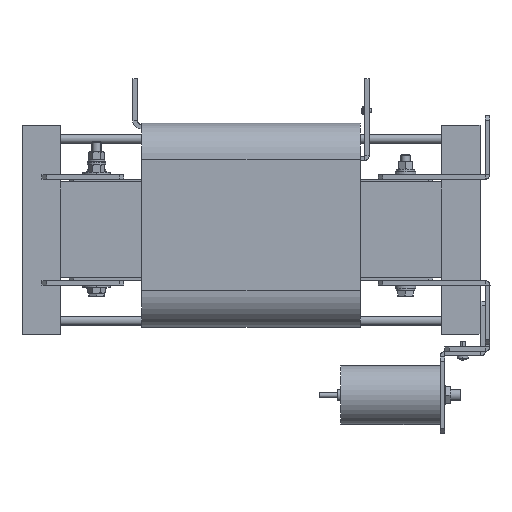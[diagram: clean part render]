
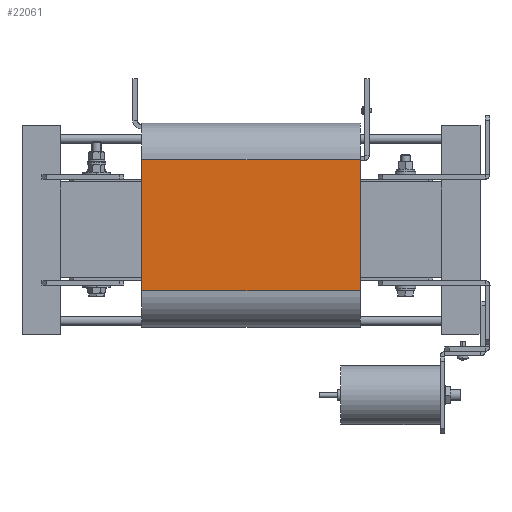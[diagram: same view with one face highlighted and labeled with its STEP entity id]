
A CAD part, left-side view. The second image highlights one B-rep face of the part: STEP entity #22061.
In plain terms, the highlighted planar face has unit normal (-1, 0, 0).
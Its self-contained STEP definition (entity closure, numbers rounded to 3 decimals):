
#3305 = VERTEX_POINT ( 'NONE', #11755 ) ;
#3308 = VERTEX_POINT ( 'NONE', #11752 ) ;
#3311 = VERTEX_POINT ( 'NONE', #11750 ) ;
#4436 = PLANE ( 'NONE',  #17499 ) ;
#4437 = CARTESIAN_POINT ( 'NONE',  ( -78.75, 120., 117.25 ) ) ;
#4442 = DIRECTION ( 'NONE',  ( 1., 0., 0. ) ) ;
#4443 = DIRECTION ( 'NONE',  ( 0., 0., -1. ) ) ;
#4868 = FACE_OUTER_BOUND ( 'NONE', #13093, .T. ) ;
#5379 = LINE ( 'NONE', #6734, #5381 ) ;
#5381 = VECTOR ( 'NONE', #6729, 1000. ) ;
#5415 = LINE ( 'NONE', #6790, #5417 ) ;
#5417 = VECTOR ( 'NONE', #6786, 1000. ) ;
#5459 = LINE ( 'NONE', #6895, #5462 ) ;
#5461 = LINE ( 'NONE', #6897, #5464 ) ;
#5462 = VECTOR ( 'NONE', #6896, 1000. ) ;
#5464 = VECTOR ( 'NONE', #6898, 1000. ) ;
#6729 = DIRECTION ( 'NONE',  ( 0., 0., 1. ) ) ;
#6734 = CARTESIAN_POINT ( 'NONE',  ( -78.75, -120., 117.25 ) ) ;
#6786 = DIRECTION ( 'NONE',  ( 0., 0., 1. ) ) ;
#6790 = CARTESIAN_POINT ( 'NONE',  ( -78.75, 120., 117.25 ) ) ;
#6895 = CARTESIAN_POINT ( 'NONE',  ( -78.75, 120., 77.25 ) ) ;
#6896 = DIRECTION ( 'NONE',  ( 0., 1., 0. ) ) ;
#6897 = CARTESIAN_POINT ( 'NONE',  ( -78.75, 120., -67.25 ) ) ;
#6898 = DIRECTION ( 'NONE',  ( 0., -1., 0. ) ) ;
#11750 = CARTESIAN_POINT ( 'NONE',  ( -78.75, 120., 77.25 ) ) ;
#11752 = CARTESIAN_POINT ( 'NONE',  ( -78.75, 120., -67.25 ) ) ;
#11755 = CARTESIAN_POINT ( 'NONE',  ( -78.75, -120., -67.25 ) ) ;
#13093 = EDGE_LOOP ( 'NONE', ( #15654, #15656, #15658, #15660 ) ) ;
#15654 = ORIENTED_EDGE ( 'NONE', *, *, #22397, .F. ) ;
#15656 = ORIENTED_EDGE ( 'NONE', *, *, #22427, .T. ) ;
#15658 = ORIENTED_EDGE ( 'NONE', *, *, #22374, .T. ) ;
#15660 = ORIENTED_EDGE ( 'NONE', *, *, #22426, .T. ) ;
#17499 = AXIS2_PLACEMENT_3D ( 'NONE', #4437, #4442, #4443 ) ;
#19236 = CARTESIAN_POINT ( 'NONE',  ( -78.75, -120., 77.25 ) ) ;
#20789 = VERTEX_POINT ( 'NONE', #19236 ) ;
#22061 = ADVANCED_FACE ( 'NONE', ( #4868 ), #4436, .F. ) ;
#22374 = EDGE_CURVE ( 'NONE', #3305, #20789, #5379, .T. ) ;
#22397 = EDGE_CURVE ( 'NONE', #3308, #3311, #5415, .T. ) ;
#22426 = EDGE_CURVE ( 'NONE', #20789, #3311, #5459, .T. ) ;
#22427 = EDGE_CURVE ( 'NONE', #3308, #3305, #5461, .T. ) ;
